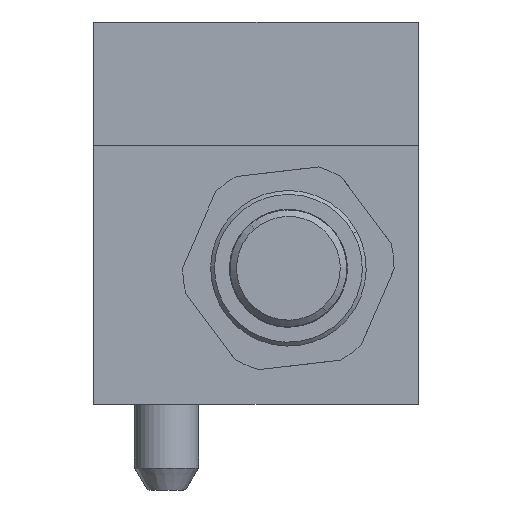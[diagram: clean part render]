
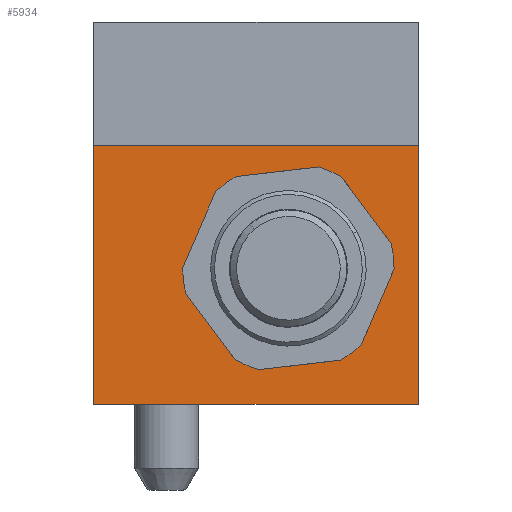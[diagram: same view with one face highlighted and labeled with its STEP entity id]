
A CAD part, front view. The second image highlights one B-rep face of the part: STEP entity #5934.
In plain terms, the highlighted planar face has unit normal (0, -1, 0).
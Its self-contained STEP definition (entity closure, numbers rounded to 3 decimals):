
#60 = CIRCLE ( 'NONE', #5305, 7.825 ) ;
#100 = EDGE_CURVE ( 'NONE', #10318, #860, #4487, .T. ) ;
#103 = DIRECTION ( 'NONE',  ( -0.993, 0., -0.115 ) ) ;
#149 = EDGE_CURVE ( 'NONE', #860, #10636, #4474, .T. ) ;
#168 = CARTESIAN_POINT ( 'NONE',  ( -25., 0., 20. ) ) ;
#196 = CARTESIAN_POINT ( 'NONE',  ( -10., 0., 10.5 ) ) ;
#267 = ORIENTED_EDGE ( 'NONE', *, *, #10796, .T. ) ;
#290 = CARTESIAN_POINT ( 'NONE',  ( 0., 0., 20. ) ) ;
#349 = CARTESIAN_POINT ( 'NONE',  ( -17.77, 0., 11.426 ) ) ;
#459 = EDGE_LOOP ( 'NONE', ( #8641, #6583, #7654, #9595, #7512, #267, #2865, #1109, #9918, #9728, #1093, #573 ) ) ;
#573 = ORIENTED_EDGE ( 'NONE', *, *, #8560, .T. ) ;
#701 = CARTESIAN_POINT ( 'NONE',  ( 0., 0., 0. ) ) ;
#860 = VERTEX_POINT ( 'NONE', #2328 ) ;
#868 = VERTEX_POINT ( 'NONE', #9071 ) ;
#949 = CARTESIAN_POINT ( 'NONE',  ( -25., 0., 20. ) ) ;
#1093 = ORIENTED_EDGE ( 'NONE', *, *, #9923, .T. ) ;
#1094 = DIRECTION ( 'NONE',  ( 1., 0., 0. ) ) ;
#1109 = ORIENTED_EDGE ( 'NONE', *, *, #3084, .T. ) ;
#1117 = AXIS2_PLACEMENT_3D ( 'NONE', #4698, #3731, #7984 ) ;
#1368 = VERTEX_POINT ( 'NONE', #4956 ) ;
#1782 = CIRCLE ( 'NONE', #3727, 7.825 ) ;
#1794 = LINE ( 'NONE', #168, #3219 ) ;
#1802 = DIRECTION ( 'NONE',  ( 0., 0., -1. ) ) ;
#1803 = CARTESIAN_POINT ( 'NONE',  ( -18.602, 0., 9.5 ) ) ;
#2095 = EDGE_CURVE ( 'NONE', #10318, #8269, #1794, .T. ) ;
#2152 = DIRECTION ( 'NONE',  ( 0., 0., -1. ) ) ;
#2159 = DIRECTION ( 'NONE',  ( 0.597, 0., -0.802 ) ) ;
#2174 = EDGE_CURVE ( 'NONE', #8269, #10636, #2560, .T. ) ;
#2190 = DIRECTION ( 'NONE',  ( 0., 1., 0. ) ) ;
#2297 = EDGE_CURVE ( 'NONE', #8943, #1368, #3627, .T. ) ;
#2302 = AXIS2_PLACEMENT_3D ( 'NONE', #8571, #3529, #7071 ) ;
#2328 = CARTESIAN_POINT ( 'NONE',  ( 0., 0., 20. ) ) ;
#2369 = VERTEX_POINT ( 'NONE', #7190 ) ;
#2407 = DIRECTION ( 'NONE',  ( 0., -1., 0. ) ) ;
#2538 = VERTEX_POINT ( 'NONE', #8352 ) ;
#2560 = LINE ( 'NONE', #5333, #5984 ) ;
#2598 = EDGE_CURVE ( 'NONE', #5036, #5919, #10753, .T. ) ;
#2635 = DIRECTION ( 'NONE',  ( -0.597, 0., 0.802 ) ) ;
#2684 = DIRECTION ( 'NONE',  ( 0., 0., -1. ) ) ;
#2698 = AXIS2_PLACEMENT_3D ( 'NONE', #196, #3532, #6038 ) ;
#2767 = VECTOR ( 'NONE', #10374, 1000. ) ;
#2809 = ORIENTED_EDGE ( 'NONE', *, *, #149, .F. ) ;
#2813 = DIRECTION ( 'NONE',  ( 0., 0., -1. ) ) ;
#2832 = CARTESIAN_POINT ( 'NONE',  ( -8.649, 0., 18.208 ) ) ;
#2865 = ORIENTED_EDGE ( 'NONE', *, *, #2598, .T. ) ;
#2893 = VECTOR ( 'NONE', #3437, 1000. ) ;
#2967 = AXIS2_PLACEMENT_3D ( 'NONE', #7254, #2190, #2152 ) ;
#3004 = FACE_OUTER_BOUND ( 'NONE', #3676, .T. ) ;
#3084 = EDGE_CURVE ( 'NONE', #5919, #9315, #5802, .T. ) ;
#3169 = VECTOR ( 'NONE', #4241, 1000. ) ;
#3219 = VECTOR ( 'NONE', #1802, 1000. ) ;
#3250 = VERTEX_POINT ( 'NONE', #2832 ) ;
#3437 = DIRECTION ( 'NONE',  ( -0.397, 0., -0.918 ) ) ;
#3454 = CARTESIAN_POINT ( 'NONE',  ( -10., 0., 10.5 ) ) ;
#3529 = DIRECTION ( 'NONE',  ( 0., 1., 0. ) ) ;
#3532 = DIRECTION ( 'NONE',  ( 0., 1., 0. ) ) ;
#3627 = CIRCLE ( 'NONE', #1117, 7.825 ) ;
#3676 = EDGE_LOOP ( 'NONE', ( #4453, #2809, #8993, #8632 ) ) ;
#3727 = AXIS2_PLACEMENT_3D ( 'NONE', #8849, #7870, #2813 ) ;
#3731 = DIRECTION ( 'NONE',  ( 0., 1., 0. ) ) ;
#3828 = DIRECTION ( 'NONE',  ( 0., 0., -1. ) ) ;
#4206 = EDGE_CURVE ( 'NONE', #3250, #868, #60, .T. ) ;
#4241 = DIRECTION ( 'NONE',  ( 1., 0., 0. ) ) ;
#4453 = ORIENTED_EDGE ( 'NONE', *, *, #2174, .T. ) ;
#4474 = LINE ( 'NONE', #290, #2767 ) ;
#4487 = LINE ( 'NONE', #949, #3169 ) ;
#4698 = CARTESIAN_POINT ( 'NONE',  ( -10., 0., 10.5 ) ) ;
#4888 = CARTESIAN_POINT ( 'NONE',  ( -6.565, 0., 18.45 ) ) ;
#4956 = CARTESIAN_POINT ( 'NONE',  ( -2.23, 0., 9.574 ) ) ;
#4957 = CARTESIAN_POINT ( 'NONE',  ( -25., 0., 0. ) ) ;
#5036 = VERTEX_POINT ( 'NONE', #5548 ) ;
#5116 = VECTOR ( 'NONE', #2635, 1000. ) ;
#5199 = CARTESIAN_POINT ( 'NONE',  ( -13.435, 0., 2.55 ) ) ;
#5269 = LINE ( 'NONE', #7261, #7499 ) ;
#5305 = AXIS2_PLACEMENT_3D ( 'NONE', #6961, #6302, #3828 ) ;
#5333 = CARTESIAN_POINT ( 'NONE',  ( -25., 0., 0. ) ) ;
#5460 = VECTOR ( 'NONE', #9370, 1000. ) ;
#5472 = CARTESIAN_POINT ( 'NONE',  ( -11.351, 0., 2.792 ) ) ;
#5548 = CARTESIAN_POINT ( 'NONE',  ( -4., 0., 5.477 ) ) ;
#5655 = EDGE_CURVE ( 'NONE', #2369, #3250, #6513, .T. ) ;
#5783 = VERTEX_POINT ( 'NONE', #7765 ) ;
#5802 = LINE ( 'NONE', #5199, #10411 ) ;
#5919 = VERTEX_POINT ( 'NONE', #7440 ) ;
#5934 = ADVANCED_FACE ( 'NONE', ( #6940, #3004 ), #9955, .T. ) ;
#5984 = VECTOR ( 'NONE', #1094, 1000. ) ;
#6038 = DIRECTION ( 'NONE',  ( 0., 0., -1. ) ) ;
#6050 = EDGE_CURVE ( 'NONE', #6687, #2369, #10396, .T. ) ;
#6187 = CARTESIAN_POINT ( 'NONE',  ( -25., 0., 20. ) ) ;
#6302 = DIRECTION ( 'NONE',  ( 0., 1., 0. ) ) ;
#6513 = LINE ( 'NONE', #4888, #7938 ) ;
#6583 = ORIENTED_EDGE ( 'NONE', *, *, #5655, .T. ) ;
#6619 = AXIS2_PLACEMENT_3D ( 'NONE', #3454, #2407, #2684 ) ;
#6687 = VERTEX_POINT ( 'NONE', #7142 ) ;
#6821 = EDGE_CURVE ( 'NONE', #9315, #5783, #10039, .T. ) ;
#6940 = FACE_BOUND ( 'NONE', #459, .T. ) ;
#6955 = CARTESIAN_POINT ( 'NONE',  ( -15.167, 0., 17.45 ) ) ;
#6961 = CARTESIAN_POINT ( 'NONE',  ( -10., 0., 10.5 ) ) ;
#6967 = LINE ( 'NONE', #8473, #2893 ) ;
#7071 = DIRECTION ( 'NONE',  ( 0., 0., -1. ) ) ;
#7098 = LINE ( 'NONE', #1803, #5116 ) ;
#7142 = CARTESIAN_POINT ( 'NONE',  ( -16., 0., 15.523 ) ) ;
#7190 = CARTESIAN_POINT ( 'NONE',  ( -13.083, 0., 17.692 ) ) ;
#7254 = CARTESIAN_POINT ( 'NONE',  ( -10., 0., 10.5 ) ) ;
#7261 = CARTESIAN_POINT ( 'NONE',  ( -1.398, 0., 11.5 ) ) ;
#7440 = CARTESIAN_POINT ( 'NONE',  ( -6.917, 0., 3.308 ) ) ;
#7499 = VECTOR ( 'NONE', #2159, 1000. ) ;
#7512 = ORIENTED_EDGE ( 'NONE', *, *, #2297, .T. ) ;
#7654 = ORIENTED_EDGE ( 'NONE', *, *, #4206, .T. ) ;
#7765 = CARTESIAN_POINT ( 'NONE',  ( -14.687, 0., 4.234 ) ) ;
#7870 = DIRECTION ( 'NONE',  ( 0., 1., 0. ) ) ;
#7938 = VECTOR ( 'NONE', #9974, 1000. ) ;
#7984 = DIRECTION ( 'NONE',  ( 0., 0., -1. ) ) ;
#8269 = VERTEX_POINT ( 'NONE', #4957 ) ;
#8352 = CARTESIAN_POINT ( 'NONE',  ( -17.35, 0., 7.816 ) ) ;
#8473 = CARTESIAN_POINT ( 'NONE',  ( -4.833, 0., 3.55 ) ) ;
#8500 = CARTESIAN_POINT ( 'NONE',  ( -2.65, 0., 13.184 ) ) ;
#8560 = EDGE_CURVE ( 'NONE', #9541, #6687, #10587, .T. ) ;
#8571 = CARTESIAN_POINT ( 'NONE',  ( -10., 0., 10.5 ) ) ;
#8632 = ORIENTED_EDGE ( 'NONE', *, *, #2095, .T. ) ;
#8641 = ORIENTED_EDGE ( 'NONE', *, *, #6050, .T. ) ;
#8849 = CARTESIAN_POINT ( 'NONE',  ( -10., 0., 10.5 ) ) ;
#8943 = VERTEX_POINT ( 'NONE', #8500 ) ;
#8993 = ORIENTED_EDGE ( 'NONE', *, *, #100, .F. ) ;
#9071 = CARTESIAN_POINT ( 'NONE',  ( -5.313, 0., 16.766 ) ) ;
#9315 = VERTEX_POINT ( 'NONE', #5472 ) ;
#9370 = DIRECTION ( 'NONE',  ( 0.397, 0., 0.918 ) ) ;
#9541 = VERTEX_POINT ( 'NONE', #349 ) ;
#9595 = ORIENTED_EDGE ( 'NONE', *, *, #10582, .T. ) ;
#9728 = ORIENTED_EDGE ( 'NONE', *, *, #10783, .T. ) ;
#9918 = ORIENTED_EDGE ( 'NONE', *, *, #6821, .T. ) ;
#9923 = EDGE_CURVE ( 'NONE', #2538, #9541, #1782, .T. ) ;
#9955 = PLANE ( 'NONE',  #6619 ) ;
#9974 = DIRECTION ( 'NONE',  ( 0.993, 0., 0.115 ) ) ;
#10039 = CIRCLE ( 'NONE', #2967, 7.825 ) ;
#10318 = VERTEX_POINT ( 'NONE', #6187 ) ;
#10374 = DIRECTION ( 'NONE',  ( 0., 0., -1. ) ) ;
#10396 = CIRCLE ( 'NONE', #2302, 7.825 ) ;
#10411 = VECTOR ( 'NONE', #103, 1000. ) ;
#10582 = EDGE_CURVE ( 'NONE', #868, #8943, #5269, .T. ) ;
#10587 = LINE ( 'NONE', #6955, #5460 ) ;
#10636 = VERTEX_POINT ( 'NONE', #701 ) ;
#10753 = CIRCLE ( 'NONE', #2698, 7.825 ) ;
#10783 = EDGE_CURVE ( 'NONE', #5783, #2538, #7098, .T. ) ;
#10796 = EDGE_CURVE ( 'NONE', #1368, #5036, #6967, .T. ) ;
